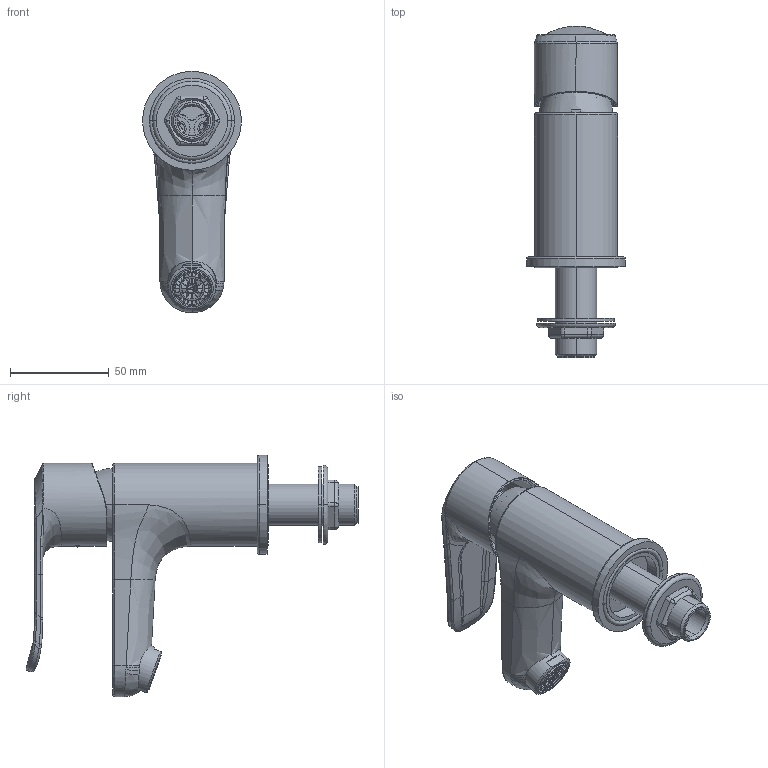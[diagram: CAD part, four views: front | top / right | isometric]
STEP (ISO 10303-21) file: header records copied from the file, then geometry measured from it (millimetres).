
FILE_DESCRIPTION((''),'2;1');
FILE_NAME('FFAS0706-1T1500BT0_ASM','2018-08-10T',('10114256'),(''),'CREO PARAMETRIC BY PTC INC, 2014440','CREO PARAMETRIC BY PTC INC, 2014440','');
FILE_SCHEMA(('CONFIG_CONTROL_DESIGN'));
Length unit declared in the file: millimetre
Products named in the file (23): FFZZ0021-0013950PL; 1581020150; 1585000399; 1581171499; FF1-CN521A00000062_ASM; FF1-CN521G00003150; FF1-CN521J00008799; A952907_25DA_04; A952907_25DA_09; A952907_25DA_10; A952907_25DA_02; 158B950189_PIVOT; FF1-CN521C00000011_ASM; FF1-CN521N00002599; FF1-CN521F00000041; 1581219099; FF1-CN521G00000074; FF1-CN521N00002399; FF1-CN521L00000090; FF1-CN521Z00000083; FF1-CN521G00000296; FF1-CN521N00000228; FFAS0706-1T1500BT0_ASM
Assembly tree (23 placements, depth 3):
  FFAS0706-1T1500BT0_ASM
    FFZZ0021-0013950PL
    FF1-CN521A00000062_ASM
      1581020150
      1585000399
      1581171499
    FF1-CN521G00003150
    FF1-CN521J00008799
    FF1-CN521C00000011_ASM
      A952907_25DA_04
      A952907_25DA_09
      A952907_25DA_10
      A952907_25DA_02
      158B950189_PIVOT
    FF1-CN521N00002599
    FF1-CN521F00000041
    1581219099
    FF1-CN521G00000074
    FF1-CN521N00002399
    FF1-CN521L00000090
    FF1-CN521Z00000083
    FF1-CN521G00000296  x2
    FF1-CN521N00000228
Bounding box: 50 x 167.88 x 122 mm (x, y, z)
Volume: 121518.9 mm3; surface area: 101336.3 mm2
Topology: 21 solids, 22 shells, 1740 faces, 4451 edges, 2773 vertices
Faces by surface type: plane 652, cylinder 577, bspline 219, torus 192, cone 81, sphere 16, extrusion 3
Entity records: 65245 total; most frequent: CARTESIAN_POINT 23441, ORIENTED_EDGE 8866, DIRECTION 8576, EDGE_CURVE 4433, AXIS2_PLACEMENT_3D 3323, VERTEX_POINT 2769, VECTOR 1930, LINE 1927
